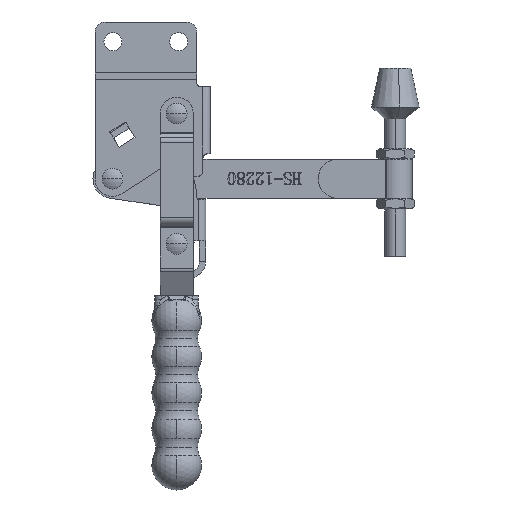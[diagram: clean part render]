
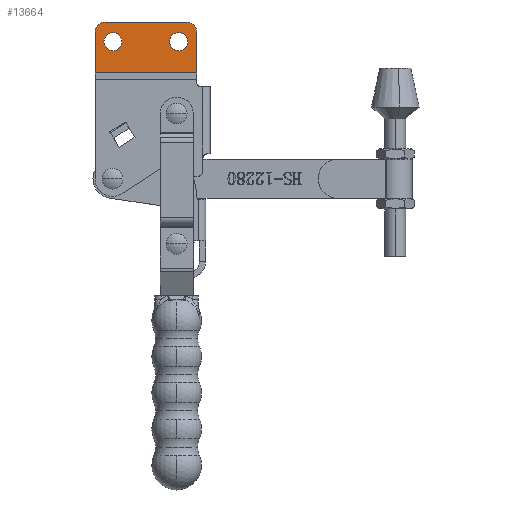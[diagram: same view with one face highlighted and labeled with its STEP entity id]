
A CAD part, top view. The second image highlights one B-rep face of the part: STEP entity #13664.
In plain terms, the highlighted planar face has unit normal (0, 0, 1).
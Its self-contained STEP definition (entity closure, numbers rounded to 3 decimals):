
#202 = CARTESIAN_POINT ( 'NONE',  ( -6.5, 87.292, 7. ) ) ;
#212 = CARTESIAN_POINT ( 'NONE',  ( -55.7, 67.642, 7. ) ) ;
#216 = CARTESIAN_POINT ( 'NONE',  ( -50.7, 92.292, 7. ) ) ;
#219 = CARTESIAN_POINT ( 'NONE',  ( -6.5, 67.642, 7. ) ) ;
#220 = CARTESIAN_POINT ( 'NONE',  ( -55.7, 87.292, 7. ) ) ;
#1034 = ORIENTED_EDGE ( 'NONE', *, *, #13077, .F. ) ;
#1140 = ORIENTED_EDGE ( 'NONE', *, *, #13093, .F. ) ;
#1447 = CARTESIAN_POINT ( 'NONE',  ( -11.5, 92.292, 7. ) ) ;
#1533 = ORIENTED_EDGE ( 'NONE', *, *, #13090, .T. ) ;
#1734 = ORIENTED_EDGE ( 'NONE', *, *, #13083, .F. ) ;
#1786 = ORIENTED_EDGE ( 'NONE', *, *, #12909, .T. ) ;
#1792 = ORIENTED_EDGE ( 'NONE', *, *, #13079, .F. ) ;
#1848 = ORIENTED_EDGE ( 'NONE', *, *, #12913, .T. ) ;
#1988 = ORIENTED_EDGE ( 'NONE', *, *, #13086, .F. ) ;
#2040 = ORIENTED_EDGE ( 'NONE', *, *, #13092, .T. ) ;
#2085 = ORIENTED_EDGE ( 'NONE', *, *, #13094, .F. ) ;
#4628 = CIRCLE ( 'NONE', #6549, 5. ) ;
#4632 = LINE ( 'NONE', #20081, #4635 ) ;
#4635 = VECTOR ( 'NONE', #20072, 1000. ) ;
#4642 = LINE ( 'NONE', #20028, #4645 ) ;
#4645 = VECTOR ( 'NONE', #20025, 1000. ) ;
#4646 = LINE ( 'NONE', #20185, #4661 ) ;
#4648 = CIRCLE ( 'NONE', #6551, 5. ) ;
#4654 = CIRCLE ( 'NONE', #6554, 4.35 ) ;
#4656 = CIRCLE ( 'NONE', #6556, 4.35 ) ;
#4657 = LINE ( 'NONE', #20249, #4659 ) ;
#4659 = VECTOR ( 'NONE', #20272, 1000. ) ;
#4661 = VECTOR ( 'NONE', #20177, 1000. ) ;
#5429 = FACE_BOUND ( 'NONE', #9040, .T. ) ;
#5434 = FACE_OUTER_BOUND ( 'NONE', #9043, .T. ) ;
#5438 = FACE_BOUND ( 'NONE', #9032, .T. ) ;
#6500 = AXIS2_PLACEMENT_3D ( 'NONE', #22615, #22614, #22613 ) ;
#6502 = AXIS2_PLACEMENT_3D ( 'NONE', #22605, #22604, #22603 ) ;
#6549 = AXIS2_PLACEMENT_3D ( 'NONE', #20055, #20039, #20043 ) ;
#6551 = AXIS2_PLACEMENT_3D ( 'NONE', #20030, #20031, #20012 ) ;
#6554 = AXIS2_PLACEMENT_3D ( 'NONE', #20246, #20250, #20270 ) ;
#6556 = AXIS2_PLACEMENT_3D ( 'NONE', #20224, #20190, #20175 ) ;
#9032 = EDGE_LOOP ( 'NONE', ( #1848, #1533 ) ) ;
#9040 = EDGE_LOOP ( 'NONE', ( #1786, #2040 ) ) ;
#9043 = EDGE_LOOP ( 'NONE', ( #1140, #1034, #2085, #1988, #1734, #1792 ) ) ;
#10122 = VERTEX_POINT ( 'NONE', #24080 ) ;
#10124 = VERTEX_POINT ( 'NONE', #24079 ) ;
#10130 = VERTEX_POINT ( 'NONE', #24074 ) ;
#10132 = VERTEX_POINT ( 'NONE', #24073 ) ;
#12909 = EDGE_CURVE ( 'NONE', #10122, #10124, #25400, .T. ) ;
#12913 = EDGE_CURVE ( 'NONE', #10130, #10132, #25406, .T. ) ;
#13077 = EDGE_CURVE ( 'NONE', #21083, #21046, #4632, .T. ) ;
#13079 = EDGE_CURVE ( 'NONE', #21089, #21047, #4628, .T. ) ;
#13083 = EDGE_CURVE ( 'NONE', #21047, #30188, #4642, .T. ) ;
#13086 = EDGE_CURVE ( 'NONE', #30188, #20735, #4648, .T. ) ;
#13090 = EDGE_CURVE ( 'NONE', #10132, #10130, #4654, .T. ) ;
#13092 = EDGE_CURVE ( 'NONE', #10124, #10122, #4656, .T. ) ;
#13093 = EDGE_CURVE ( 'NONE', #21046, #21089, #4657, .T. ) ;
#13094 = EDGE_CURVE ( 'NONE', #20735, #21083, #4646, .T. ) ;
#13664 = ADVANCED_FACE ( 'NONE', ( #5429, #5438, #5434 ), #31627, .T. ) ;
#20012 = DIRECTION ( 'NONE',  ( 0., -1., 0. ) ) ;
#20025 = DIRECTION ( 'NONE',  ( 1., 0., 0. ) ) ;
#20028 = CARTESIAN_POINT ( 'NONE',  ( -11.5, 92.292, 7. ) ) ;
#20030 = CARTESIAN_POINT ( 'NONE',  ( -11.5, 87.292, 7. ) ) ;
#20031 = DIRECTION ( 'NONE',  ( 0., 0., -1. ) ) ;
#20039 = DIRECTION ( 'NONE',  ( 0., 0., -1. ) ) ;
#20043 = DIRECTION ( 'NONE',  ( 0., -1., 0. ) ) ;
#20055 = CARTESIAN_POINT ( 'NONE',  ( -50.7, 87.292, 7. ) ) ;
#20072 = DIRECTION ( 'NONE',  ( -1., 0., 0. ) ) ;
#20081 = CARTESIAN_POINT ( 'NONE',  ( -6.5, 67.642, 7. ) ) ;
#20175 = DIRECTION ( 'NONE',  ( 0., 1., 0. ) ) ;
#20177 = DIRECTION ( 'NONE',  ( 0., -1., 0. ) ) ;
#20185 = CARTESIAN_POINT ( 'NONE',  ( -6.5, 67.142, 7. ) ) ;
#20190 = DIRECTION ( 'NONE',  ( 0., 0., -1. ) ) ;
#20224 = CARTESIAN_POINT ( 'NONE',  ( -47., 82.792, 7. ) ) ;
#20246 = CARTESIAN_POINT ( 'NONE',  ( -15.2, 82.792, 7. ) ) ;
#20249 = CARTESIAN_POINT ( 'NONE',  ( -55.7, 87.292, 7. ) ) ;
#20250 = DIRECTION ( 'NONE',  ( 0., 0., -1. ) ) ;
#20270 = DIRECTION ( 'NONE',  ( 0., 1., 0. ) ) ;
#20272 = DIRECTION ( 'NONE',  ( 0., 1., 0. ) ) ;
#20735 = VERTEX_POINT ( 'NONE', #202 ) ;
#21046 = VERTEX_POINT ( 'NONE', #212 ) ;
#21047 = VERTEX_POINT ( 'NONE', #216 ) ;
#21083 = VERTEX_POINT ( 'NONE', #219 ) ;
#21089 = VERTEX_POINT ( 'NONE', #220 ) ;
#22603 = DIRECTION ( 'NONE',  ( 0., 1., 0. ) ) ;
#22604 = DIRECTION ( 'NONE',  ( 0., 0., -1. ) ) ;
#22605 = CARTESIAN_POINT ( 'NONE',  ( -15.2, 82.792, 7. ) ) ;
#22613 = DIRECTION ( 'NONE',  ( 0., 1., 0. ) ) ;
#22614 = DIRECTION ( 'NONE',  ( 0., 0., -1. ) ) ;
#22615 = CARTESIAN_POINT ( 'NONE',  ( -47., 82.792, 7. ) ) ;
#23170 = AXIS2_PLACEMENT_3D ( 'NONE', #31625, #31623, #31629 ) ;
#24073 = CARTESIAN_POINT ( 'NONE',  ( -15.2, 87.142, 7. ) ) ;
#24074 = CARTESIAN_POINT ( 'NONE',  ( -15.2, 78.442, 7. ) ) ;
#24079 = CARTESIAN_POINT ( 'NONE',  ( -47., 87.142, 7. ) ) ;
#24080 = CARTESIAN_POINT ( 'NONE',  ( -47., 78.442, 7. ) ) ;
#25400 = CIRCLE ( 'NONE', #6500, 4.35 ) ;
#25406 = CIRCLE ( 'NONE', #6502, 4.35 ) ;
#30188 = VERTEX_POINT ( 'NONE', #1447 ) ;
#31623 = DIRECTION ( 'NONE',  ( 0., 0., 1. ) ) ;
#31625 = CARTESIAN_POINT ( 'NONE',  ( -11.5, 87.292, 7. ) ) ;
#31627 = PLANE ( 'NONE',  #23170 ) ;
#31629 = DIRECTION ( 'NONE',  ( 0., -1., 0. ) ) ;
